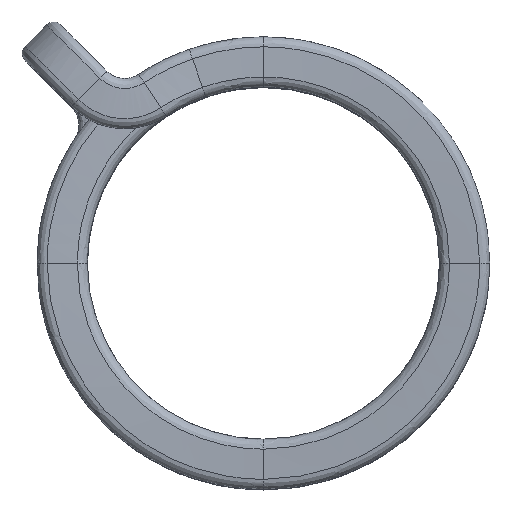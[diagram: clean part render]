
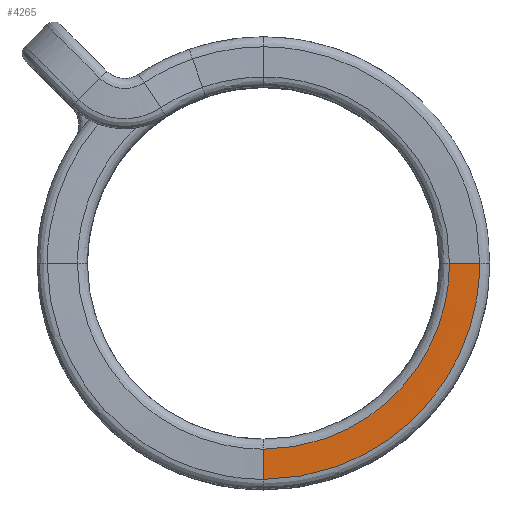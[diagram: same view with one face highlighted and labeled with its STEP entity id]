
A CAD part, top view. The second image highlights one B-rep face of the part: STEP entity #4265.
In plain terms, the highlighted free-form (B-spline) face has degree [3, 3] with [12, 4] control points.
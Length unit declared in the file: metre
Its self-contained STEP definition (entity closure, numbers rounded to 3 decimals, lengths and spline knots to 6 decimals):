
#168=(
BOUNDED_CURVE()
B_SPLINE_CURVE(3,(#21740,#21741,#21742,#21743,#21744,#21745,#21746,#21747,
#21748,#21749),.UNSPECIFIED.,.F.,.F.)
B_SPLINE_CURVE_WITH_KNOTS((4,2,2,2,4),(0.,0.25,0.5,0.75,1.),
 .UNSPECIFIED.)
CURVE()
GEOMETRIC_REPRESENTATION_ITEM()
RATIONAL_B_SPLINE_CURVE((1.,1.,1.,1.,1.,1.,1.,1.,1.,1.))
REPRESENTATION_ITEM('')
);
#169=(
BOUNDED_CURVE()
B_SPLINE_CURVE(3,(#21875,#21876,#21877,#21878,#21879,#21880,#21881,#21882,
#21883,#21884),.UNSPECIFIED.,.F.,.F.)
B_SPLINE_CURVE_WITH_KNOTS((4,2,2,2,4),(0.,0.25,0.5,0.75,1.),
 .UNSPECIFIED.)
CURVE()
GEOMETRIC_REPRESENTATION_ITEM()
RATIONAL_B_SPLINE_CURVE((1.,1.,1.,1.,1.,1.,1.,1.,1.,1.))
REPRESENTATION_ITEM('')
);
#291=B_SPLINE_SURFACE_WITH_KNOTS('',3,3,((#21827,#21828,#21829,#21830),
(#21831,#21832,#21833,#21834),(#21835,#21836,#21837,#21838),(#21839,#21840,
#21841,#21842),(#21843,#21844,#21845,#21846),(#21847,#21848,#21849,#21850),
(#21851,#21852,#21853,#21854),(#21855,#21856,#21857,#21858),(#21859,#21860,
#21861,#21862),(#21863,#21864,#21865,#21866),(#21867,#21868,#21869,#21870),
(#21871,#21872,#21873,#21874)),.UNSPECIFIED.,.F.,.F.,.F.,(4,2,2,2,2,4),
(4,4),(-0.062908,1.255327,2.573563,5.210033,
7.846504,10.482974),(0.,1.006001),.UNSPECIFIED.);
#643=LINE('',#20926,#763);
#647=LINE('',#21886,#767);
#763=VECTOR('',#4913,1.);
#767=VECTOR('',#4929,1.);
#1998=ORIENTED_EDGE('',*,*,#2654,.F.);
#1999=ORIENTED_EDGE('',*,*,#2674,.T.);
#2000=ORIENTED_EDGE('',*,*,#2675,.T.);
#2001=ORIENTED_EDGE('',*,*,#2671,.F.);
#2654=EDGE_CURVE('',#3033,#3037,#643,.T.);
#2671=EDGE_CURVE('',#3037,#3045,#168,.T.);
#2674=EDGE_CURVE('',#3033,#3047,#169,.T.);
#2675=EDGE_CURVE('',#3047,#3045,#647,.T.);
#3033=VERTEX_POINT('',#20743);
#3037=VERTEX_POINT('',#20927);
#3045=VERTEX_POINT('',#21750);
#3047=VERTEX_POINT('',#21885);
#3625=EDGE_LOOP('',(#1998,#1999,#2000,#2001));
#3925=FACE_BOUND('',#3625,.T.);
#4265=ADVANCED_FACE('',(#3925),#291,.T.);
#4913=DIRECTION('',(0.,1.,0.));
#4929=DIRECTION('',(-1.,0.,0.));
#20743=CARTESIAN_POINT('',(0.,-0.0215,0.016354));
#20926=CARTESIAN_POINT('',(0.,-0.02,0.016354));
#20927=CARTESIAN_POINT('',(0.,-0.0185,0.016354));
#21740=CARTESIAN_POINT('',(0.,-0.0185,0.016354));
#21741=CARTESIAN_POINT('',(0.002421,-0.0185,0.016476));
#21742=CARTESIAN_POINT('',(0.004842,-0.018018,0.016597));
#21743=CARTESIAN_POINT('',(0.009317,-0.016165,0.01684));
#21744=CARTESIAN_POINT('',(0.011369,-0.014794,0.016962));
#21745=CARTESIAN_POINT('',(0.014794,-0.011369,0.017205));
#21746=CARTESIAN_POINT('',(0.016165,-0.009317,0.017326));
#21747=CARTESIAN_POINT('',(0.018018,-0.004842,0.017569));
#21748=CARTESIAN_POINT('',(0.0185,-0.002421,0.017691));
#21749=CARTESIAN_POINT('',(0.0185,0.,0.017812));
#21750=CARTESIAN_POINT('',(0.0185,0.,0.017812));
#21827=CARTESIAN_POINT('',(-0.000203,-0.0215,0.016345));
#21828=CARTESIAN_POINT('',(-0.000193,-0.020494,0.016345));
#21829=CARTESIAN_POINT('',(-0.000184,-0.019488,0.016345));
#21830=CARTESIAN_POINT('',(-0.000174,-0.018482,0.016345));
#21831=CARTESIAN_POINT('',(0.001213,-0.0215,0.016407));
#21832=CARTESIAN_POINT('',(0.001156,-0.020494,0.016407));
#21833=CARTESIAN_POINT('',(0.001099,-0.019488,0.016407));
#21834=CARTESIAN_POINT('',(0.001043,-0.018482,0.016407));
#21835=CARTESIAN_POINT('',(0.00263,-0.021384,0.016468));
#21836=CARTESIAN_POINT('',(0.002506,-0.020384,0.016468));
#21837=CARTESIAN_POINT('',(0.002383,-0.019383,0.016468));
#21838=CARTESIAN_POINT('',(0.00226,-0.018382,0.016468));
#21839=CARTESIAN_POINT('',(0.005411,-0.020855,0.01659));
#21840=CARTESIAN_POINT('',(0.005158,-0.019879,0.01659));
#21841=CARTESIAN_POINT('',(0.004904,-0.018903,0.01659));
#21842=CARTESIAN_POINT('',(0.004651,-0.017927,0.01659));
#21843=CARTESIAN_POINT('',(0.006775,-0.020453,0.016651));
#21844=CARTESIAN_POINT('',(0.006458,-0.019496,0.016651));
#21845=CARTESIAN_POINT('',(0.006141,-0.018539,0.016651));
#21846=CARTESIAN_POINT('',(0.005824,-0.017582,0.016651));
#21847=CARTESIAN_POINT('',(0.010711,-0.018856,0.016834));
#21848=CARTESIAN_POINT('',(0.010209,-0.017974,0.016834));
#21849=CARTESIAN_POINT('',(0.009708,-0.017092,0.016834));
#21850=CARTESIAN_POINT('',(0.009207,-0.016209,0.016834));
#21851=CARTESIAN_POINT('',(0.013119,-0.017267,0.016957));
#21852=CARTESIAN_POINT('',(0.012506,-0.016459,0.016957));
#21853=CARTESIAN_POINT('',(0.011892,-0.015651,0.016957));
#21854=CARTESIAN_POINT('',(0.011278,-0.014843,0.016957));
#21855=CARTESIAN_POINT('',(0.017143,-0.013282,0.017201));
#21856=CARTESIAN_POINT('',(0.01634,-0.01266,0.017201));
#21857=CARTESIAN_POINT('',(0.015538,-0.012039,0.017201));
#21858=CARTESIAN_POINT('',(0.014736,-0.011418,0.017201));
#21859=CARTESIAN_POINT('',(0.018754,-0.010888,0.017323));
#21860=CARTESIAN_POINT('',(0.017877,-0.010378,0.017323));
#21861=CARTESIAN_POINT('',(0.016999,-0.009869,0.017323));
#21862=CARTESIAN_POINT('',(0.016122,-0.009359,0.017323));
#21863=CARTESIAN_POINT('',(0.020934,-0.005661,0.017568));
#21864=CARTESIAN_POINT('',(0.019954,-0.005396,0.017568));
#21865=CARTESIAN_POINT('',(0.018975,-0.005132,0.017568));
#21866=CARTESIAN_POINT('',(0.017995,-0.004867,0.017568));
#21867=CARTESIAN_POINT('',(0.0215,-0.002831,0.01769));
#21868=CARTESIAN_POINT('',(0.020494,-0.002699,0.01769));
#21869=CARTESIAN_POINT('',(0.019488,-0.002566,0.01769));
#21870=CARTESIAN_POINT('',(0.018482,-0.002434,0.01769));
#21871=CARTESIAN_POINT('',(0.0215,0.,0.017813));
#21872=CARTESIAN_POINT('',(0.020494,0.,0.017813));
#21873=CARTESIAN_POINT('',(0.019488,0.,0.017812));
#21874=CARTESIAN_POINT('',(0.018482,0.,0.017812));
#21875=CARTESIAN_POINT('',(0.,-0.0215,0.016354));
#21876=CARTESIAN_POINT('',(0.002815,-0.0215,0.016476));
#21877=CARTESIAN_POINT('',(0.005627,-0.020941,0.016597));
#21878=CARTESIAN_POINT('',(0.010828,-0.018786,0.01684));
#21879=CARTESIAN_POINT('',(0.013213,-0.017193,0.016962));
#21880=CARTESIAN_POINT('',(0.017193,-0.013213,0.017205));
#21881=CARTESIAN_POINT('',(0.018786,-0.010828,0.017326));
#21882=CARTESIAN_POINT('',(0.02094,-0.005627,0.017569));
#21883=CARTESIAN_POINT('',(0.0215,-0.002815,0.017691));
#21884=CARTESIAN_POINT('',(0.0215,0.,0.017813));
#21885=CARTESIAN_POINT('',(0.0215,0.,0.017813));
#21886=CARTESIAN_POINT('',(0.02,0.,0.017812));
